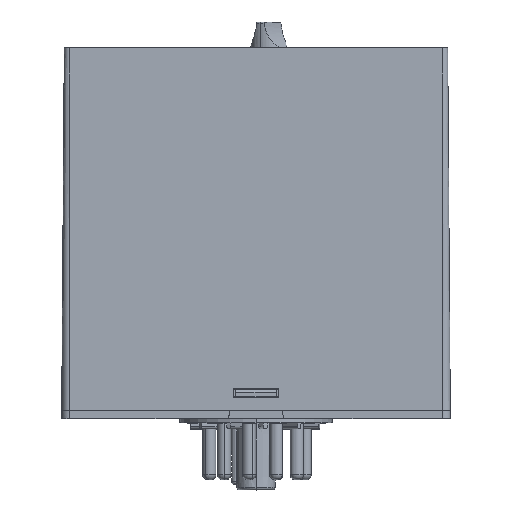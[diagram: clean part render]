
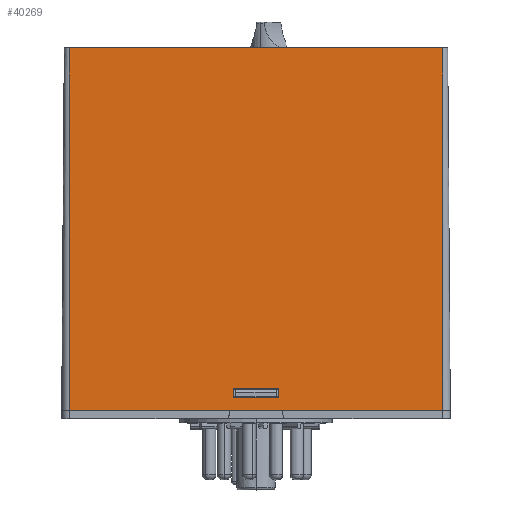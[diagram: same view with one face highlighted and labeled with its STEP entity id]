
A CAD part, top view. The second image highlights one B-rep face of the part: STEP entity #40269.
In plain terms, the highlighted planar face has unit normal (0, 0.007, 1).
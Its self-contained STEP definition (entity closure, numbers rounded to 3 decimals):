
#1051 = EDGE_LOOP ( 'NONE', ( #48940, #34283, #7857, #37920 ) ) ;
#2219 = CARTESIAN_POINT ( 'NONE',  ( 0., 35.4, 17.25 ) ) ;
#2450 = DIRECTION ( 'NONE',  ( 0., 1., -0.007 ) ) ;
#2451 = DIRECTION ( 'NONE',  ( 1., 0., 0. ) ) ;
#2479 = EDGE_CURVE ( 'NONE', #27173, #17619, #22669, .T. ) ;
#2638 = CARTESIAN_POINT ( 'NONE',  ( 36.45, 0., 17.5 ) ) ;
#3042 = VERTEX_POINT ( 'NONE', #23715 ) ;
#3740 = VERTEX_POINT ( 'NONE', #21880 ) ;
#3806 = VECTOR ( 'NONE', #17936, 1000. ) ;
#5497 = CARTESIAN_POINT ( 'NONE',  ( 4.451, 2.624, 17.481 ) ) ;
#6895 = VERTEX_POINT ( 'NONE', #14557 ) ;
#7829 = FACE_OUTER_BOUND ( 'NONE', #40001, .T. ) ;
#7857 = ORIENTED_EDGE ( 'NONE', *, *, #49710, .T. ) ;
#10579 = DIRECTION ( 'NONE',  ( 0., -1., 0.007 ) ) ;
#11287 = VERTEX_POINT ( 'NONE', #30374 ) ;
#11863 = CARTESIAN_POINT ( 'NONE',  ( -36.45, 70.798, 17. ) ) ;
#12196 = CARTESIAN_POINT ( 'NONE',  ( 36.45, 70.798, 17. ) ) ;
#12684 = VERTEX_POINT ( 'NONE', #20888 ) ;
#13718 = EDGE_CURVE ( 'NONE', #6895, #3740, #27576, .T. ) ;
#14557 = CARTESIAN_POINT ( 'NONE',  ( -4.451, 2.624, 17.481 ) ) ;
#16048 = CARTESIAN_POINT ( 'NONE',  ( 36.45, 70.795, 17. ) ) ;
#17619 = VERTEX_POINT ( 'NONE', #26239 ) ;
#17936 = DIRECTION ( 'NONE',  ( -1., 0., 0. ) ) ;
#20313 = CARTESIAN_POINT ( 'NONE',  ( 0., 70.8, 17. ) ) ;
#20888 = CARTESIAN_POINT ( 'NONE',  ( -36.45, 70.8, 17. ) ) ;
#21074 = VECTOR ( 'NONE', #2450, 1000. ) ;
#21385 = CARTESIAN_POINT ( 'NONE',  ( 36.45, 0., 17.5 ) ) ;
#21398 = ORIENTED_EDGE ( 'NONE', *, *, #42383, .T. ) ;
#21880 = CARTESIAN_POINT ( 'NONE',  ( -4.451, 4.277, 17.47 ) ) ;
#22669 = B_SPLINE_CURVE_WITH_KNOTS ( 'NONE', 3,
 ( #2638, #28641, #45410, #37144, #16048, #12196, #49568 ),
 .UNSPECIFIED., .F., .F.,
 ( 4, 3, 4 ),
 ( -0.036, 0.035, 0.035 ),
 .UNSPECIFIED. ) ;
#22988 = LINE ( 'NONE', #41659, #51408 ) ;
#23522 = LINE ( 'NONE', #32174, #48085 ) ;
#23715 = CARTESIAN_POINT ( 'NONE',  ( 4.451, 4.277, 17.47 ) ) ;
#23796 = CARTESIAN_POINT ( 'NONE',  ( -36.45, 70.8, 17. ) ) ;
#23835 = AXIS2_PLACEMENT_3D ( 'NONE', #2219, #35325, #43592 ) ;
#24153 = CARTESIAN_POINT ( 'NONE',  ( -36.45, 70.793, 17. ) ) ;
#24519 = CARTESIAN_POINT ( 'NONE',  ( -36.617, 47.196, 17.167 ) ) ;
#24650 = DIRECTION ( 'NONE',  ( 1., 0., 0. ) ) ;
#25610 = VECTOR ( 'NONE', #10579, 1000. ) ;
#26239 = CARTESIAN_POINT ( 'NONE',  ( 36.45, 70.8, 17. ) ) ;
#26395 = CARTESIAN_POINT ( 'NONE',  ( 0., 2.624, 17.481 ) ) ;
#27173 = VERTEX_POINT ( 'NONE', #21385 ) ;
#27576 = LINE ( 'NONE', #31564, #21074 ) ;
#28641 = CARTESIAN_POINT ( 'NONE',  ( 36.283, 23.596, 17.333 ) ) ;
#29966 = ORIENTED_EDGE ( 'NONE', *, *, #45443, .T. ) ;
#30374 = CARTESIAN_POINT ( 'NONE',  ( -36.45, 0., 17.5 ) ) ;
#30818 = EDGE_CURVE ( 'NONE', #12684, #17619, #35681, .T. ) ;
#31564 = CARTESIAN_POINT ( 'NONE',  ( -4.451, 35.4, 17.25 ) ) ;
#32174 = CARTESIAN_POINT ( 'NONE',  ( 0., 4.277, 17.47 ) ) ;
#32436 = EDGE_CURVE ( 'NONE', #48006, #6895, #46412, .T. ) ;
#34012 = B_SPLINE_CURVE_WITH_KNOTS ( 'NONE', 3,
 ( #23796, #11863, #44740, #24153, #24519, #48526, #44915 ),
 .UNSPECIFIED., .F., .F.,
 ( 4, 3, 4 ),
 ( -0.035, -0.035, 0.036 ),
 .UNSPECIFIED. ) ;
#34283 = ORIENTED_EDGE ( 'NONE', *, *, #13718, .T. ) ;
#35325 = DIRECTION ( 'NONE',  ( 0., 0.007, 1. ) ) ;
#35681 = LINE ( 'NONE', #20313, #48589 ) ;
#37144 = CARTESIAN_POINT ( 'NONE',  ( 36.45, 70.793, 17. ) ) ;
#37755 = EDGE_CURVE ( 'NONE', #3042, #48006, #39879, .T. ) ;
#37920 = ORIENTED_EDGE ( 'NONE', *, *, #37755, .T. ) ;
#38494 = ORIENTED_EDGE ( 'NONE', *, *, #2479, .T. ) ;
#39879 = LINE ( 'NONE', #43459, #25610 ) ;
#40001 = EDGE_LOOP ( 'NONE', ( #21398, #38494, #46840, #29966 ) ) ;
#40143 = DIRECTION ( 'NONE',  ( 1., 0., 0. ) ) ;
#40269 = ADVANCED_FACE ( 'NONE', ( #7829, #45349 ), #43782, .T. ) ;
#41659 = CARTESIAN_POINT ( 'NONE',  ( 0., 0., 17.5 ) ) ;
#42383 = EDGE_CURVE ( 'NONE', #11287, #27173, #22988, .T. ) ;
#43459 = CARTESIAN_POINT ( 'NONE',  ( 4.451, 35.4, 17.25 ) ) ;
#43592 = DIRECTION ( 'NONE',  ( 0., -1., 0.007 ) ) ;
#43782 = PLANE ( 'NONE',  #23835 ) ;
#44740 = CARTESIAN_POINT ( 'NONE',  ( -36.45, 70.795, 17. ) ) ;
#44915 = CARTESIAN_POINT ( 'NONE',  ( -36.45, 0., 17.5 ) ) ;
#45349 = FACE_BOUND ( 'NONE', #1051, .T. ) ;
#45410 = CARTESIAN_POINT ( 'NONE',  ( 36.617, 47.196, 17.167 ) ) ;
#45443 = EDGE_CURVE ( 'NONE', #12684, #11287, #34012, .T. ) ;
#46412 = LINE ( 'NONE', #26395, #3806 ) ;
#46840 = ORIENTED_EDGE ( 'NONE', *, *, #30818, .F. ) ;
#48006 = VERTEX_POINT ( 'NONE', #5497 ) ;
#48085 = VECTOR ( 'NONE', #40143, 1000. ) ;
#48526 = CARTESIAN_POINT ( 'NONE',  ( -36.283, 23.596, 17.333 ) ) ;
#48589 = VECTOR ( 'NONE', #24650, 1000. ) ;
#48940 = ORIENTED_EDGE ( 'NONE', *, *, #32436, .T. ) ;
#49568 = CARTESIAN_POINT ( 'NONE',  ( 36.45, 70.8, 17. ) ) ;
#49710 = EDGE_CURVE ( 'NONE', #3740, #3042, #23522, .T. ) ;
#51408 = VECTOR ( 'NONE', #2451, 1000. ) ;
